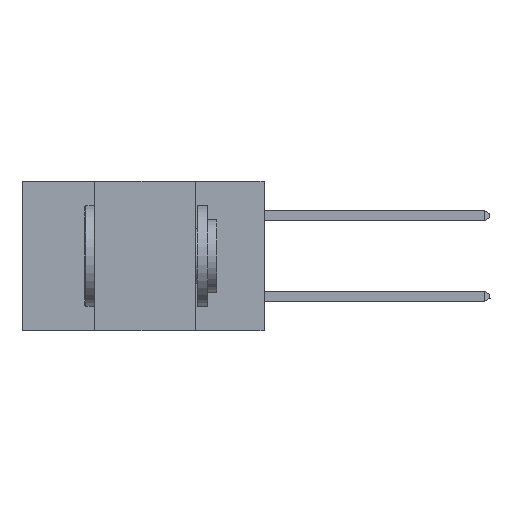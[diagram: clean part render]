
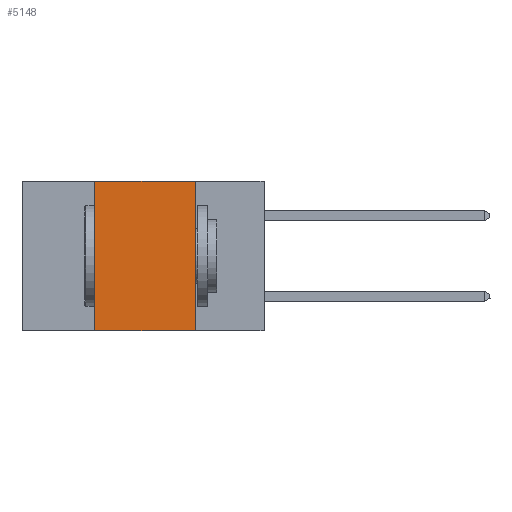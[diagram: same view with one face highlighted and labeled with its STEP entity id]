
A CAD part, left-side view. The second image highlights one B-rep face of the part: STEP entity #5148.
In plain terms, the highlighted planar face has unit normal (-1, 0, 0).
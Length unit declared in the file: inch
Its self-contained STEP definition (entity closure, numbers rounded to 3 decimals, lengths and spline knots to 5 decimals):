
#343 = FACE_OUTER_BOUND ( 'NONE', #25628, .T. ) ;
#1386 = VECTOR ( 'NONE', #5998, 39.37008 ) ;
#1634 = EDGE_CURVE ( 'NONE', #7898, #28218, #8917, .T. ) ;
#2168 = EDGE_CURVE ( 'NONE', #25411, #19662, #4893, .T. ) ;
#4669 = CARTESIAN_POINT ( 'NONE',  ( 0., 0.17, -0.37 ) ) ;
#4893 = LINE ( 'NONE', #7653, #16760 ) ;
#4924 = EDGE_CURVE ( 'NONE', #28218, #19662, #14184, .T. ) ;
#5148 = ADVANCED_FACE ( 'NONE', ( #343 ), #15055, .F. ) ;
#5409 = CARTESIAN_POINT ( 'NONE',  ( 0., 0.42, 0. ) ) ;
#5800 = DIRECTION ( 'NONE',  ( 0., 0., 1. ) ) ;
#5998 = DIRECTION ( 'NONE',  ( 0., -1., 0. ) ) ;
#6552 = CARTESIAN_POINT ( 'NONE',  ( 0., 0.6, 0. ) ) ;
#7653 = CARTESIAN_POINT ( 'NONE',  ( 0., 0.6, -0.37 ) ) ;
#7898 = VERTEX_POINT ( 'NONE', #5409 ) ;
#8917 = LINE ( 'NONE', #22507, #1386 ) ;
#9355 = ORIENTED_EDGE ( 'NONE', *, *, #1634, .F. ) ;
#12852 = ORIENTED_EDGE ( 'NONE', *, *, #2168, .T. ) ;
#14007 = EDGE_CURVE ( 'NONE', #25411, #7898, #30754, .T. ) ;
#14184 = LINE ( 'NONE', #32378, #26913 ) ;
#14545 = CARTESIAN_POINT ( 'NONE',  ( 0., 0.42, -0.37 ) ) ;
#15055 = PLANE ( 'NONE',  #32490 ) ;
#16760 = VECTOR ( 'NONE', #20365, 39.37008 ) ;
#18948 = ORIENTED_EDGE ( 'NONE', *, *, #4924, .F. ) ;
#19662 = VERTEX_POINT ( 'NONE', #4669 ) ;
#20101 = CARTESIAN_POINT ( 'NONE',  ( 0., 0.17, 0. ) ) ;
#20365 = DIRECTION ( 'NONE',  ( 0., -1., 0. ) ) ;
#21347 = ORIENTED_EDGE ( 'NONE', *, *, #14007, .F. ) ;
#22507 = CARTESIAN_POINT ( 'NONE',  ( 0., 0.6, 0. ) ) ;
#23153 = DIRECTION ( 'NONE',  ( 0., 0., -1. ) ) ;
#23505 = CARTESIAN_POINT ( 'NONE',  ( 0., 0.42, 0. ) ) ;
#25411 = VERTEX_POINT ( 'NONE', #14545 ) ;
#25628 = EDGE_LOOP ( 'NONE', ( #18948, #9355, #21347, #12852 ) ) ;
#26913 = VECTOR ( 'NONE', #23153, 39.37008 ) ;
#27484 = DIRECTION ( 'NONE',  ( 0., 0., -1. ) ) ;
#28218 = VERTEX_POINT ( 'NONE', #20101 ) ;
#29957 = VECTOR ( 'NONE', #5800, 39.37008 ) ;
#30754 = LINE ( 'NONE', #23505, #29957 ) ;
#31197 = DIRECTION ( 'NONE',  ( 1., 0., 0. ) ) ;
#32378 = CARTESIAN_POINT ( 'NONE',  ( 0., 0.17, 0. ) ) ;
#32490 = AXIS2_PLACEMENT_3D ( 'NONE', #6552, #31197, #27484 ) ;
